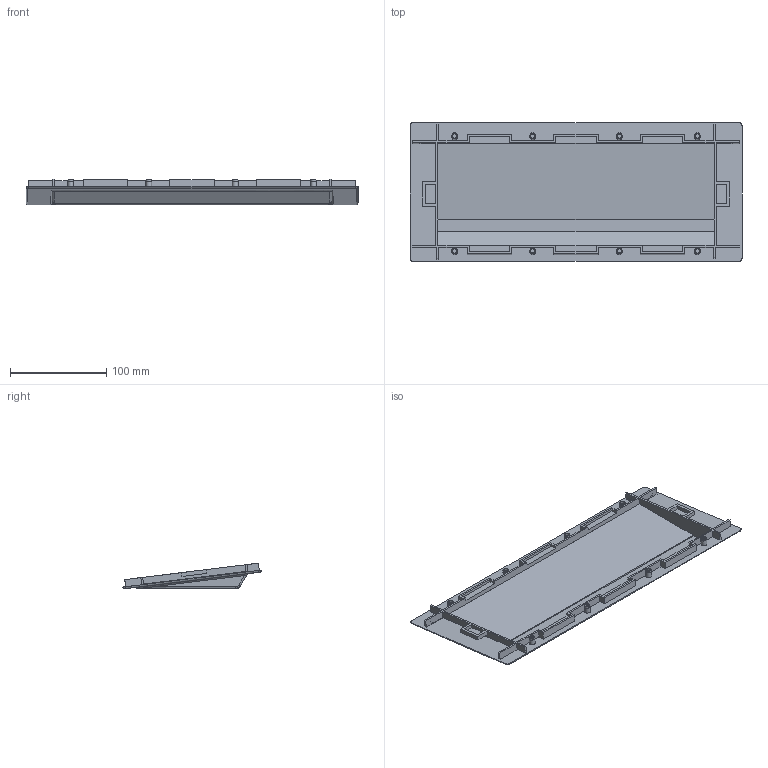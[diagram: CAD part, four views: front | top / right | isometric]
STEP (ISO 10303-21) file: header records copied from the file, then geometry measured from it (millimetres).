
FILE_DESCRIPTION(/* description */ (''),/* implementation_level */ '2;1');
FILE_NAME(/* name */ 'Unix60 M0110 Case.step',/* time_stamp */ '2023-01-13T20:30:58+07:00',/* author */ (''),/* organization */ (''),/* preprocessor_version */ 'ST-DEVELOPER v19.2',/* originating_system */ 'Autodesk Translation Framework v11.17.0.187',/* authorisation */ '');
FILE_SCHEMA (('AUTOMOTIVE_DESIGN { 1 0 10303 214 3 1 1 }'));
Length unit declared in the file: millimetre
Products named in the file (1): Case Design
Bounding box: 345.75 x 144.18 x 26.66 mm (x, y, z)
Volume: 225995.5 mm3; surface area: 126745.8 mm2
Topology: 1 solids, 1 shells, 203 faces, 537 edges, 357 vertices
Faces by surface type: plane 158, cylinder 25, bspline 20
Full cylindrical faces by diameter (mm): 4.8 x8, 6 x8
Entity records: 6925 total; most frequent: CARTESIAN_POINT 1882, ORIENTED_EDGE 1074, DIRECTION 965, EDGE_CURVE 537, LINE 429, VECTOR 429, VERTEX_POINT 357, AXIS2_PLACEMENT_3D 268
